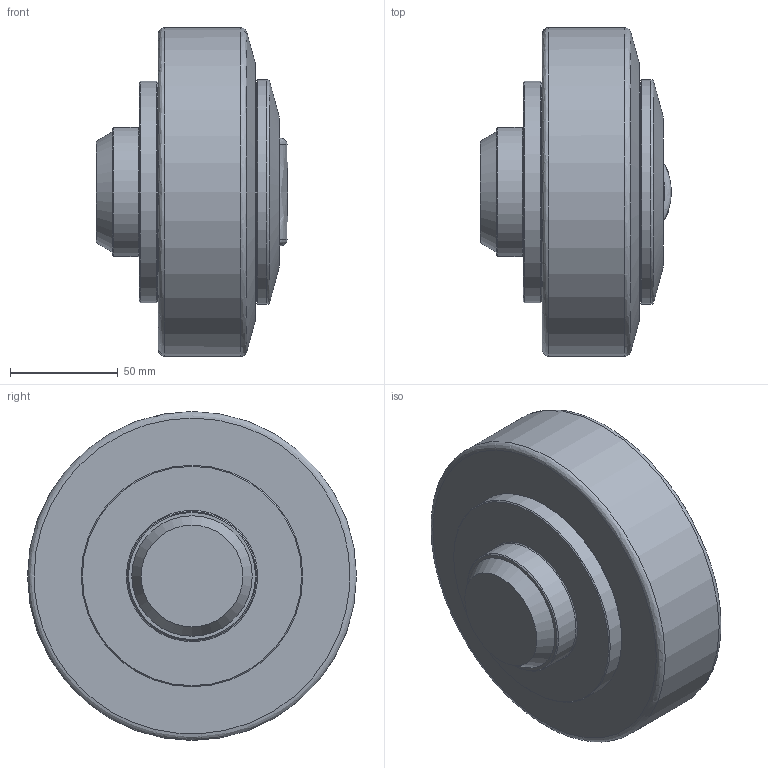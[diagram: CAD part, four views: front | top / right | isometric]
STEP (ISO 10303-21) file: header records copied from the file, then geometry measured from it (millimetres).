
FILE_DESCRIPTION (( 'STEP AP214' ), '1' );
FILE_NAME ('XTR-150.0300-Rollco.step', '2023-04-28T07:42:42', ( '' ), ( '' ), 'SwSTEP 2.0', 'SolidWorks 2010', '' );
FILE_SCHEMA (( 'AUTOMOTIVE_DESIGN' ));
Length unit declared in the file: millimetre
Products named in the file (1): XTR-150.0300-Rollco
Bounding box: 89 x 152.93 x 152.93 mm (x, y, z)
Volume: 1009532.9 mm3; surface area: 67972.1 mm2
Topology: 1 solids, 1 shells, 46 faces, 109 edges, 72 vertices
Faces by surface type: plane 22, cylinder 9, cone 7, bspline 7, torus 1
Full cylindrical faces by diameter (mm): 60 x1, 101.2 x1, 101.4 x1, 103 x1, 104.5 x1
Entity records: 1931 total; most frequent: CARTESIAN_POINT 991, DIRECTION 184, ORIENTED_EDGE 166, EDGE_CURVE 83, AXIS2_PLACEMENT_3D 79, EDGE_LOOP 70, VERTEX_POINT 63, FACE_OUTER_BOUND 56
